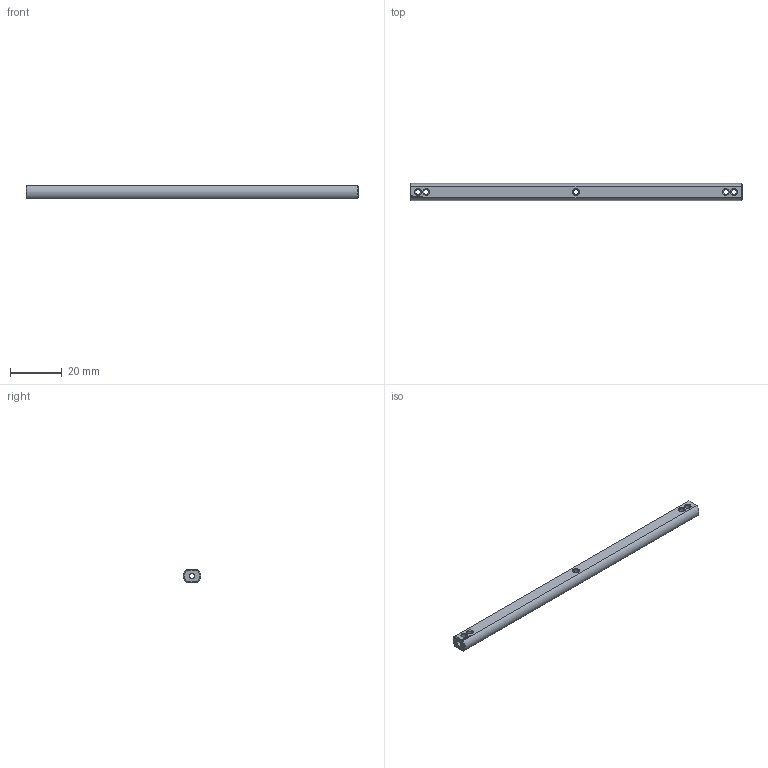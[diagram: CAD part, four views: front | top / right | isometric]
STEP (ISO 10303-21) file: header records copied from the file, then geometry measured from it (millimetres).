
FILE_DESCRIPTION(('FreeCAD Model'),'2;1');
FILE_NAME('Open CASCADE Shape Model','2024-02-04T22:45:48',(''),(''), 'Open CASCADE STEP processor 7.6','FreeCAD','Unknown');
FILE_SCHEMA(('AUTOMOTIVE_DESIGN { 1 0 10303 214 1 1 1 1 }'));
Length unit declared in the file: millimetre
Products named in the file (1): Shaft PLN BU10.25 - SPN-SFT-0041 (stemfie.org)
Bounding box: 128.12 x 6.6 x 5 mm (x, y, z)
Volume: 3319.4 mm3; surface area: 3445 mm2
Topology: 1 solids, 1 shells, 485 faces, 1354 edges, 892 vertices
Faces by surface type: plane 321, extrusion 128, cylinder 20, cone 16
Full cylindrical faces by diameter (mm): 2 x14
Entity records: 33632 total; most frequent: CARTESIAN_POINT 7364, DIRECTION 4374, VECTOR 3474, LINE 3346, ORIENTED_EDGE 2708, PCURVE 2708, DEFINITIONAL_REPRESENTATION 2708, EDGE_CURVE 1354
